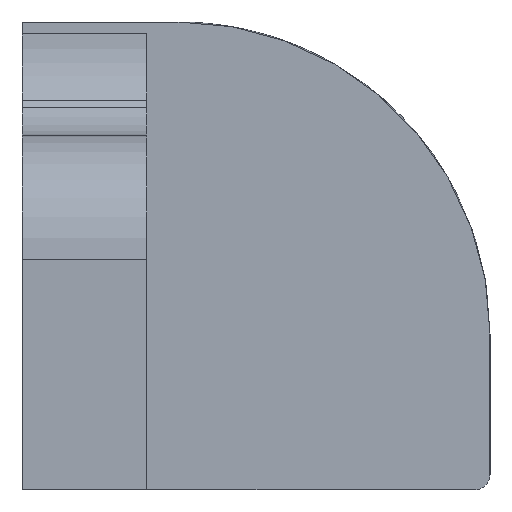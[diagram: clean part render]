
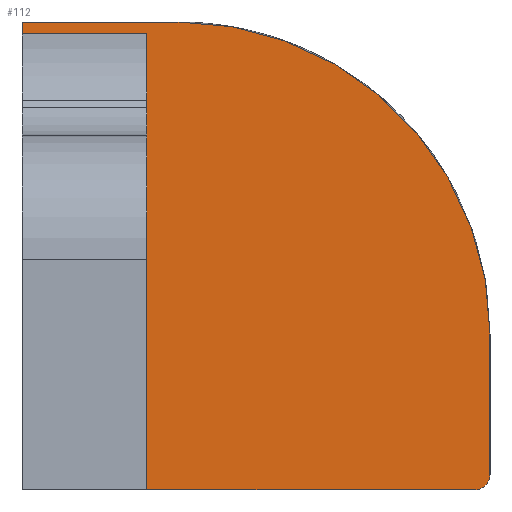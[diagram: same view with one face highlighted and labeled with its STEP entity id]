
A CAD part, left-side view. The second image highlights one B-rep face of the part: STEP entity #112.
In plain terms, the highlighted planar face has unit normal (-1, 0, 0).
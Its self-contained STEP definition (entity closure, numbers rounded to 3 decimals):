
#112 = ADVANCED_FACE( '', ( #348 ), #349, .T. );
#348 = FACE_OUTER_BOUND( '', #748, .T. );
#349 = PLANE( '', #749 );
#748 = EDGE_LOOP( '', ( #1460, #1461, #1462, #1463, #1464, #1465, #1466, #1467, #1468 ) );
#749 = AXIS2_PLACEMENT_3D( '', #1469, #1470, #1471 );
#1460 = ORIENTED_EDGE( '', *, *, #2927, .T. );
#1461 = ORIENTED_EDGE( '', *, *, #2928, .T. );
#1462 = ORIENTED_EDGE( '', *, *, #2929, .T. );
#1463 = ORIENTED_EDGE( '', *, *, #2847, .F. );
#1464 = ORIENTED_EDGE( '', *, *, #2930, .F. );
#1465 = ORIENTED_EDGE( '', *, *, #2931, .F. );
#1466 = ORIENTED_EDGE( '', *, *, #2736, .F. );
#1467 = ORIENTED_EDGE( '', *, *, #2914, .F. );
#1468 = ORIENTED_EDGE( '', *, *, #2932, .F. );
#1469 = CARTESIAN_POINT( '', ( -28., -7.5, 0. ) );
#1470 = DIRECTION( '', ( -1., 0., 0. ) );
#1471 = DIRECTION( '', ( 0., 0., 1. ) );
#2736 = EDGE_CURVE( '', #3286, #3289, #3290, .F. );
#2847 = EDGE_CURVE( '', #3499, #3501, #3502, .T. );
#2914 = EDGE_CURVE( '', #3607, #3286, #3609, .T. );
#2927 = EDGE_CURVE( '', #3633, #3634, #3635, .T. );
#2928 = EDGE_CURVE( '', #3634, #3636, #3637, .T. );
#2929 = EDGE_CURVE( '', #3636, #3501, #3638, .T. );
#2930 = EDGE_CURVE( '', #3639, #3499, #3640, .F. );
#2931 = EDGE_CURVE( '', #3289, #3639, #3641, .T. );
#2932 = EDGE_CURVE( '', #3633, #3607, #3642, .T. );
#3286 = VERTEX_POINT( '', #4188 );
#3289 = VERTEX_POINT( '', #4192 );
#3290 = CIRCLE( '', #4193, 10. );
#3499 = VERTEX_POINT( '', #4748 );
#3501 = VERTEX_POINT( '', #4751 );
#3502 = LINE( '', #4752, #4753 );
#3607 = VERTEX_POINT( '', #4904 );
#3609 = LINE( '', #4907, #4908 );
#3633 = VERTEX_POINT( '', #4938 );
#3634 = VERTEX_POINT( '', #4939 );
#3635 = LINE( '', #4940, #4941 );
#3636 = VERTEX_POINT( '', #4942 );
#3637 = LINE( '', #4943, #4944 );
#3638 = LINE( '', #4945, #4946 );
#3639 = VERTEX_POINT( '', #4947 );
#3640 = CIRCLE( '', #4948, 0.5 );
#3641 = LINE( '', #4949, #4950 );
#3642 = LINE( '', #4951, #4952 );
#4188 = CARTESIAN_POINT( '', ( -28., 2.5, 15. ) );
#4192 = CARTESIAN_POINT( '', ( -28., -7.5, 5. ) );
#4193 = AXIS2_PLACEMENT_3D( '', #5753, #5754, #5755 );
#4748 = CARTESIAN_POINT( '', ( -28., -7., 0. ) );
#4751 = CARTESIAN_POINT( '', ( -28., 3.5, 0. ) );
#4752 = CARTESIAN_POINT( '', ( -28., 0., 0. ) );
#4753 = VECTOR( '', #5873, 1000. );
#4904 = CARTESIAN_POINT( '', ( -28., 7.5, 15. ) );
#4907 = CARTESIAN_POINT( '', ( -28., -7.5, 15. ) );
#4908 = VECTOR( '', #5998, 1000. );
#4938 = CARTESIAN_POINT( '', ( -28., 7.5, 14.618 ) );
#4939 = CARTESIAN_POINT( '', ( -28., 3.5, 14.618 ) );
#4940 = CARTESIAN_POINT( '', ( -28., -7.5, 14.618 ) );
#4941 = VECTOR( '', #6023, 1000. );
#4942 = CARTESIAN_POINT( '', ( -28., 3.5, 12.168 ) );
#4943 = CARTESIAN_POINT( '', ( -28., 3.5, 0. ) );
#4944 = VECTOR( '', #6024, 1000. );
#4945 = CARTESIAN_POINT( '', ( -28., 3.5, 0. ) );
#4946 = VECTOR( '', #6025, 1000. );
#4947 = CARTESIAN_POINT( '', ( -28., -7.5, 0.5 ) );
#4948 = AXIS2_PLACEMENT_3D( '', #6026, #6027, #6028 );
#4949 = CARTESIAN_POINT( '', ( -28., -7.5, 0. ) );
#4950 = VECTOR( '', #6029, 1000. );
#4951 = CARTESIAN_POINT( '', ( -28., 7.5, 0. ) );
#4952 = VECTOR( '', #6030, 1000. );
#5753 = CARTESIAN_POINT( '', ( -28., 2.5, 5. ) );
#5754 = DIRECTION( '', ( -1., 0., 0. ) );
#5755 = DIRECTION( '', ( 0., 0., 1. ) );
#5873 = DIRECTION( '', ( 0., 1., 0. ) );
#5998 = DIRECTION( '', ( 0., -1., 0. ) );
#6023 = DIRECTION( '', ( 0., -1., 0. ) );
#6024 = DIRECTION( '', ( 0., 0., -1. ) );
#6025 = DIRECTION( '', ( 0., 0., -1. ) );
#6026 = CARTESIAN_POINT( '', ( -28., -7., 0.5 ) );
#6027 = DIRECTION( '', ( -1., 0., 0. ) );
#6028 = DIRECTION( '', ( 0., 0., 1. ) );
#6029 = DIRECTION( '', ( 0., 0., -1. ) );
#6030 = DIRECTION( '', ( 0., 0., 1. ) );
